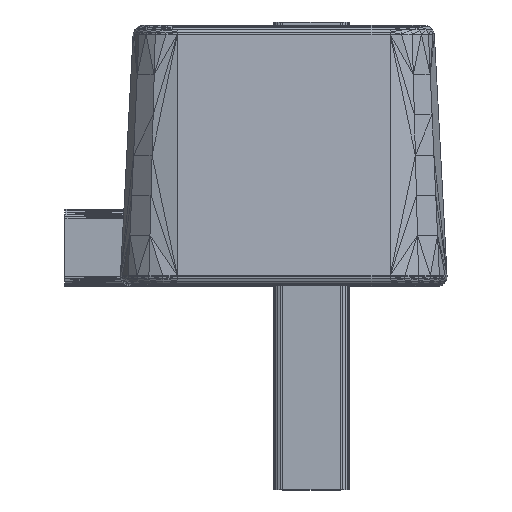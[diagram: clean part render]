
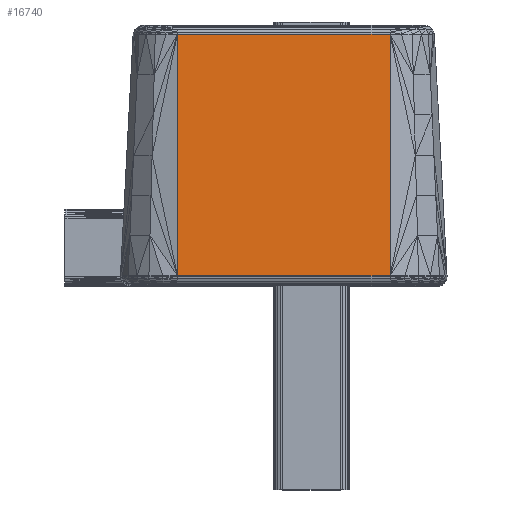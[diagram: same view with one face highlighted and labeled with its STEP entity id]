
A CAD part, top view. The second image highlights one B-rep face of the part: STEP entity #16740.
In plain terms, the highlighted planar face has unit normal (0, 0.052, 0.999).
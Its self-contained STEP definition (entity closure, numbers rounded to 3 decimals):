
#485 = VERTEX_POINT('',#486);
#486 = CARTESIAN_POINT('',(1.41,3.334,2.073)
  );
#569 = EDGE_CURVE('',#485,#570,#572,.T.);
#570 = VERTEX_POINT('',#571);
#571 = CARTESIAN_POINT('',(1.41,0.134,2.241)
  );
#572 = LINE('',#573,#574);
#573 = CARTESIAN_POINT('',(1.41,3.334,2.073)
  );
#574 = VECTOR('',#575,1.);
#575 = DIRECTION('',(0.,-0.999,0.052));
#6195 = VERTEX_POINT('',#6196);
#6196 = CARTESIAN_POINT('',(-1.41,0.134,
    2.241));
#6319 = EDGE_CURVE('',#6195,#6320,#6322,.T.);
#6320 = VERTEX_POINT('',#6321);
#6321 = CARTESIAN_POINT('',(-1.41,3.334,
    2.073));
#6322 = LINE('',#6323,#6324);
#6323 = CARTESIAN_POINT('',(-1.41,0.134,
    2.241));
#6324 = VECTOR('',#6325,1.);
#6325 = DIRECTION('',(0.,0.999,-0.052));
#16441 = EDGE_CURVE('',#6320,#485,#16442,.T.);
#16442 = LINE('',#16443,#16444);
#16443 = CARTESIAN_POINT('',(-1.41,3.334,
    2.073));
#16444 = VECTOR('',#16445,1.);
#16445 = DIRECTION('',(1.,0.,0.));
#16740 = ADVANCED_FACE('',(#16741),#16752,.T.);
#16741 = FACE_BOUND('',#16742,.T.);
#16742 = EDGE_LOOP('',(#16743,#16744,#16750,#16751));
#16743 = ORIENTED_EDGE('',*,*,#6319,.F.);
#16744 = ORIENTED_EDGE('',*,*,#16745,.T.);
#16745 = EDGE_CURVE('',#6195,#570,#16746,.T.);
#16746 = LINE('',#16747,#16748);
#16747 = CARTESIAN_POINT('',(-1.41,0.134,
    2.241));
#16748 = VECTOR('',#16749,1.);
#16749 = DIRECTION('',(1.,0.,0.));
#16750 = ORIENTED_EDGE('',*,*,#569,.F.);
#16751 = ORIENTED_EDGE('',*,*,#16441,.F.);
#16752 = PLANE('',#16753);
#16753 = AXIS2_PLACEMENT_3D('',#16754,#16755,#16756);
#16754 = CARTESIAN_POINT('',(0.,1.734,2.157));
#16755 = DIRECTION('',(0.,0.052,0.999));
#16756 = DIRECTION('',(0.,0.999,-0.052));
